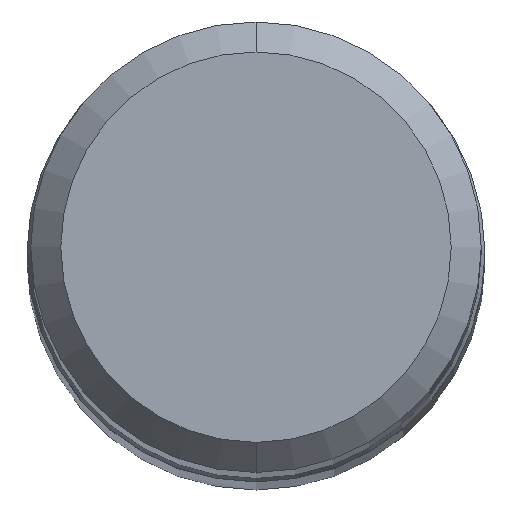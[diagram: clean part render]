
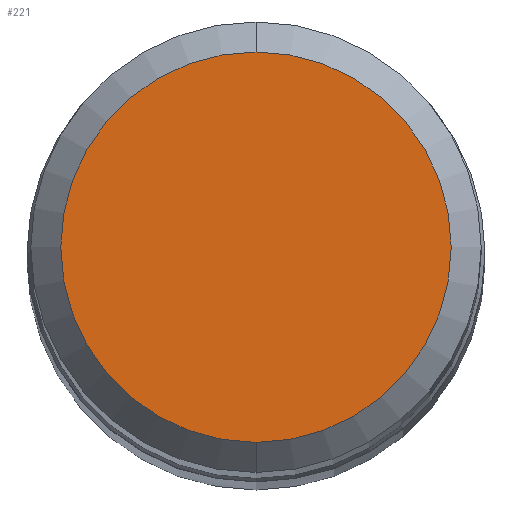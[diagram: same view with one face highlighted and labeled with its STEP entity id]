
A CAD part, top view. The second image highlights one B-rep face of the part: STEP entity #221.
In plain terms, the highlighted planar face has unit normal (0, 0, 1).
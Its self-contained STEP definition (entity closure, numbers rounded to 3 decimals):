
#181=EDGE_CURVE('',#245,#197,#474,.T.);
#197=VERTEX_POINT('',#492);
#221=ADVANCED_FACE('',(#518),#519,.T.);
#245=VERTEX_POINT('',#543);
#347=EDGE_CURVE('',#197,#245,#655,.T.);
#474=CIRCLE('',#819,2.6);
#492=CARTESIAN_POINT('',(0.0,2.6,41.913));
#518=FACE_OUTER_BOUND('',#895,.T.);
#519=PLANE('',#896);
#543=CARTESIAN_POINT('',(0.,-2.6,41.913));
#655=CIRCLE('',#1206,2.6);
#819=AXIS2_PLACEMENT_3D('',#1424,#1425,#1426);
#895=EDGE_LOOP('',(#1471,#1472));
#896=AXIS2_PLACEMENT_3D('',#1473,#1474,#1475);
#1206=AXIS2_PLACEMENT_3D('',#1610,#1611,#1612);
#1424=CARTESIAN_POINT('',(0.0,0.0,41.913));
#1425=DIRECTION('',(0.0,0.0,-1.0));
#1426=DIRECTION('',(0.0,1.0,0.0));
#1471=ORIENTED_EDGE('',*,*,#347,.F.);
#1472=ORIENTED_EDGE('',*,*,#181,.F.);
#1473=CARTESIAN_POINT('',(0.0,1.3,41.913));
#1474=DIRECTION('',(-0.0,0.0,1.0));
#1475=DIRECTION('',(0.0,-1.0,0.0));
#1610=CARTESIAN_POINT('',(0.0,0.0,41.913));
#1611=DIRECTION('',(0.0,0.0,-1.0));
#1612=DIRECTION('',(0.0,1.0,0.0));
